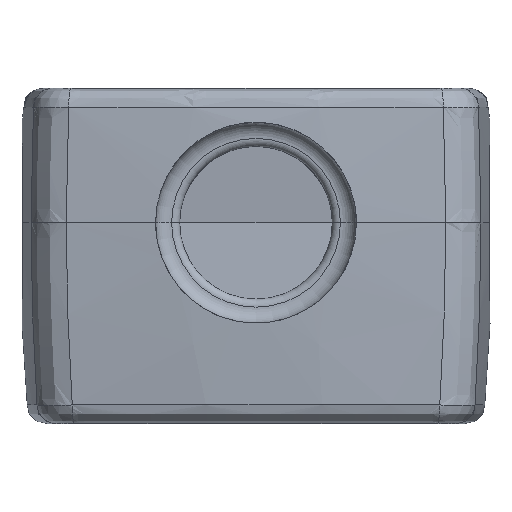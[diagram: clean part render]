
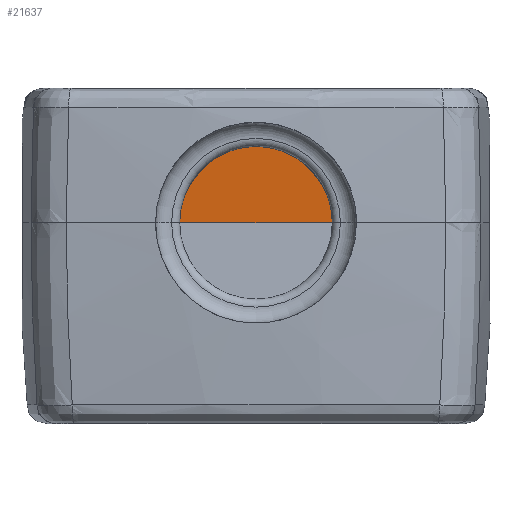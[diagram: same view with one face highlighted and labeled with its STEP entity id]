
A CAD part, left-side view. The second image highlights one B-rep face of the part: STEP entity #21637.
In plain terms, the highlighted face is planar.
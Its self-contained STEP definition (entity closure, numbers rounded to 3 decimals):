
#20648=CARTESIAN_POINT('Vertex',(40.017,181.034,0.)) ;
#20651=CARTESIAN_POINT('Line Origine',(40.017,156.034,0.)) ;
#20655=CARTESIAN_POINT('Vertex',(40.017,131.034,0.)) ;
#21566=CARTESIAN_POINT('Control Point',(40.017,131.034,0.)) ;
#21567=CARTESIAN_POINT('Control Point',(39.873,131.034,-1.651)) ;
#21568=CARTESIAN_POINT('Control Point',(39.725,131.171,-3.336)) ;
#21569=CARTESIAN_POINT('Control Point',(39.577,131.455,-5.032)) ;
#21570=CARTESIAN_POINT('Control Point',(39.37,132.066,-7.397)) ;
#21571=CARTESIAN_POINT('Control Point',(39.169,132.974,-9.695)) ;
#21572=CARTESIAN_POINT('Control Point',(39.111,133.266,-10.364)) ;
#21573=CARTESIAN_POINT('Control Point',(38.994,133.907,-11.694)) ;
#21574=CARTESIAN_POINT('Control Point',(38.882,134.649,-12.981)) ;
#21575=CARTESIAN_POINT('Control Point',(38.827,135.042,-13.606)) ;
#21576=CARTESIAN_POINT('Control Point',(38.651,136.412,-15.621)) ;
#21577=CARTESIAN_POINT('Control Point',(38.489,138.028,-17.47)) ;
#21578=CARTESIAN_POINT('Control Point',(38.385,139.26,-18.657)) ;
#21579=CARTESIAN_POINT('Control Point',(38.256,141.076,-20.126)) ;
#21580=CARTESIAN_POINT('Control Point',(38.148,143.032,-21.366)) ;
#21581=CARTESIAN_POINT('Control Point',(38.121,143.56,-21.679)) ;
#21582=CARTESIAN_POINT('Control Point',(38.069,144.638,-22.273)) ;
#21583=CARTESIAN_POINT('Control Point',(38.023,145.745,-22.797)) ;
#21584=CARTESIAN_POINT('Control Point',(38.002,146.303,-23.04)) ;
#21585=CARTESIAN_POINT('Control Point',(37.95,147.781,-23.633)) ;
#21586=CARTESIAN_POINT('Control Point',(37.908,149.29,-24.103)) ;
#21587=CARTESIAN_POINT('Control Point',(37.888,150.211,-24.342)) ;
#21588=CARTESIAN_POINT('Control Point',(37.861,151.648,-24.641)) ;
#21589=CARTESIAN_POINT('Control Point',(37.845,153.083,-24.832)) ;
#21590=CARTESIAN_POINT('Control Point',(37.84,153.566,-24.885)) ;
#21591=CARTESIAN_POINT('Control Point',(37.831,154.776,-24.987)) ;
#21592=CARTESIAN_POINT('Control Point',(37.829,155.978,-25.016)) ;
#21593=CARTESIAN_POINT('Control Point',(37.829,156.702,-25.007)) ;
#21594=CARTESIAN_POINT('Control Point',(37.835,158.127,-24.938)) ;
#21595=CARTESIAN_POINT('Control Point',(37.851,159.569,-24.764)) ;
#21596=CARTESIAN_POINT('Control Point',(37.861,160.331,-24.644)) ;
#21597=CARTESIAN_POINT('Control Point',(37.894,162.216,-24.273)) ;
#21598=CARTESIAN_POINT('Control Point',(37.942,164.084,-23.716)) ;
#21599=CARTESIAN_POINT('Control Point',(37.978,165.21,-23.304)) ;
#21600=CARTESIAN_POINT('Control Point',(38.073,167.676,-22.227)) ;
#21601=CARTESIAN_POINT('Control Point',(38.196,169.999,-20.815)) ;
#21602=CARTESIAN_POINT('Control Point',(38.27,171.175,-19.976)) ;
#21603=CARTESIAN_POINT('Control Point',(38.408,173.076,-18.398)) ;
#21604=CARTESIAN_POINT('Control Point',(38.565,174.767,-16.6)) ;
#21605=CARTESIAN_POINT('Control Point',(38.63,175.403,-15.852)) ;
#21606=CARTESIAN_POINT('Control Point',(38.766,176.597,-14.303)) ;
#21607=CARTESIAN_POINT('Control Point',(38.91,177.629,-12.653)) ;
#21608=CARTESIAN_POINT('Control Point',(38.985,178.105,-11.803)) ;
#21609=CARTESIAN_POINT('Control Point',(39.119,178.871,-10.264)) ;
#21610=CARTESIAN_POINT('Control Point',(39.258,179.496,-8.68)) ;
#21611=CARTESIAN_POINT('Control Point',(39.319,179.743,-7.982)) ;
#21612=CARTESIAN_POINT('Control Point',(39.443,180.184,-6.568)) ;
#21613=CARTESIAN_POINT('Control Point',(39.568,180.517,-5.14)) ;
#21614=CARTESIAN_POINT('Control Point',(39.63,180.655,-4.427)) ;
#21615=CARTESIAN_POINT('Control Point',(39.745,180.862,-3.112)) ;
#21616=CARTESIAN_POINT('Control Point',(39.86,180.981,-1.802)) ;
#21617=CARTESIAN_POINT('Control Point',(39.912,181.017,-1.198)) ;
#21618=CARTESIAN_POINT('Control Point',(39.965,181.034,-0.597)) ;
#21619=CARTESIAN_POINT('Control Point',(40.017,181.034,0.)) ;
#21628=CARTESIAN_POINT('Axis2P3D Location',(40.017,129.034,0.)) ;
#20652=DIRECTION('Vector Direction',(0.,-1.,0.)) ;
#21629=DIRECTION('Axis2P3D Direction',(-0.996,0.,0.087)) ;
#21630=DIRECTION('Axis2P3D XDirection',(-0.087,0.,-0.996)) ;
#21631=AXIS2_PLACEMENT_3D('Plane Axis2P3D',#21628,#21629,#21630) ;
#21634=ORIENTED_EDGE('',*,*,#21620,.F.) ;
#21635=ORIENTED_EDGE('',*,*,#20657,.F.) ;
#20653=VECTOR('Line Direction',#20652,1.) ;
#21637=ADVANCED_FACE('MANIFOLD_SOLID_BREP #7142',(#21636),#21632,.T.) ;
#21565=B_SPLINE_CURVE_WITH_KNOTS('',5,(#21566,#21567,#21568,#21569,#21570,#21571,#21572,#21573,#21574,#21575,#21576,#21577,#21578,#21579,#21580,#21581,#21582,#21583,#21584,#21585,#21586,#21587,#21588,#21589,#21590,#21591,#21592,#21593,#21594,#21595,#21596,#21597,#21598,#21599,#21600,#21601,#21602,#21603,#21604,#21605,#21606,#21607,#21608,#21609,#21610,#21611,#21612,#21613,#21614,#21615,#21616,#21617,#21618,#21619),.UNSPECIFIED.,.F.,.U.,(6,3,3,3,3,3,3,3,3,3,3,3,3,3,3,3,3,6),(0.,12.39,17.436,22.481,34.34,38.567,42.795,49.787,53.344,58.744,63.949,72.59,82.8,89.625,96.45,101.641,106.832,111.31),.UNSPECIFIED.) ;
#20657=EDGE_CURVE('',#20649,#20656,#20654,.T.) ;
#21620=EDGE_CURVE('',#20656,#20649,#21565,.T.) ;
#21633=EDGE_LOOP('',(#21634,#21635)) ;
#21636=FACE_OUTER_BOUND('',#21633,.T.) ;
#20654=LINE('Line',#20651,#20653) ;
#21632=PLANE('',#21631) ;
#20649=VERTEX_POINT('',#20648) ;
#20656=VERTEX_POINT('',#20655) ;
